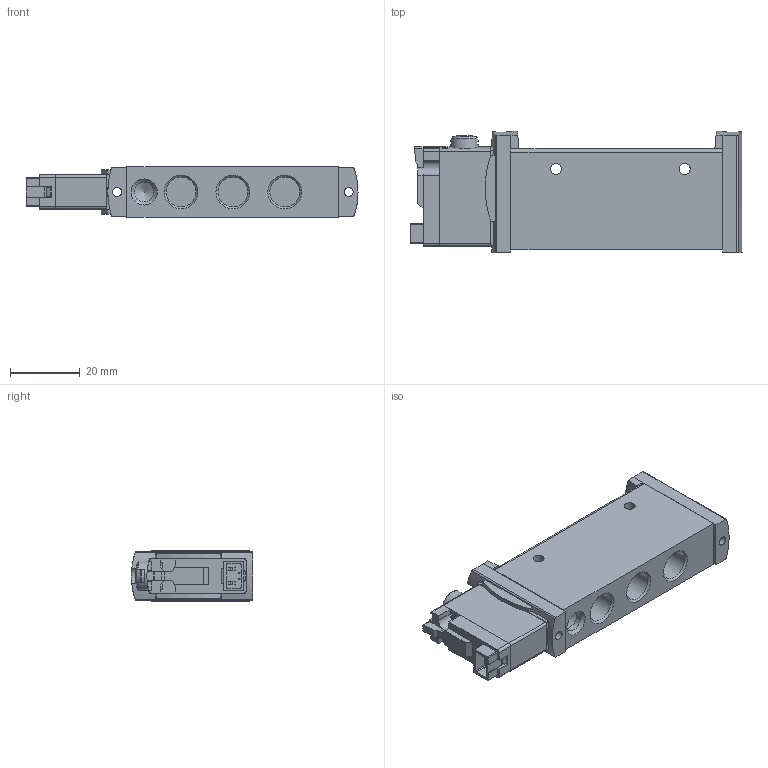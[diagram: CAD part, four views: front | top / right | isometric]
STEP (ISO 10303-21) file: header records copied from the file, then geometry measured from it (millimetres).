
FILE_DESCRIPTION(/* description */ ('STEP AP214'),/* implementation_level */ '2;1');
FILE_NAME(/* name */ '8164557_VUVG-L14-M52-MT-G18-1H2L-F1A',/* time_stamp */ '2024-09-17T15:33:04+02:00',/* author */ ('License CC BY-ND 4.0'),/* organization */ ('CADENAS'),/* preprocessor_version */ 'ST-DEVELOPER v19.3',/* originating_system */ 'PARTsolutions',/* authorisation */ ' ');
FILE_SCHEMA (('AUTOMOTIVE_DESIGN {1 0 10303 214 3 1 1}'));
Length unit declared in the file: millimetre
Products named in the file (3): 8164557 VUVG-L14-M52-MT-G18-1H2L-F1A; 564212 VUVG-L-14-M52-M-T-G18--1H2--L---F1A---(G); 3779382 VUVG-LK-IP40
Assembly tree (2 placements, depth 2):
  8164557 VUVG-L14-M52-MT-G18-1H2L-F1A
    564212 VUVG-L-14-M52-M-T-G18--1H2--L---F1A---(G)
    3779382 VUVG-LK-IP40
Bounding box: 95.4 x 34.8 x 14.4 mm (x, y, z)
Volume: 32910.1 mm3; surface area: 12106.8 mm2
Topology: 2 solids, 2 shells, 363 faces, 987 edges, 647 vertices
Faces by surface type: plane 264, cylinder 85, cone 10, torus 3, sphere 1
Full cylindrical faces by diameter (mm): 2.6 x2, 3.2 x2, 3.8 x1, 3.9 x1, 5.6 x1, 8.1 x1, 8.566 x5
Entity records: 11403 total; most frequent: CARTESIAN_POINT 2071, ORIENTED_EDGE 1914, DIRECTION 1912, EDGE_CURVE 957, LINE 682, VECTOR 682, VERTEX_POINT 641, AXIS2_PLACEMENT_3D 615
